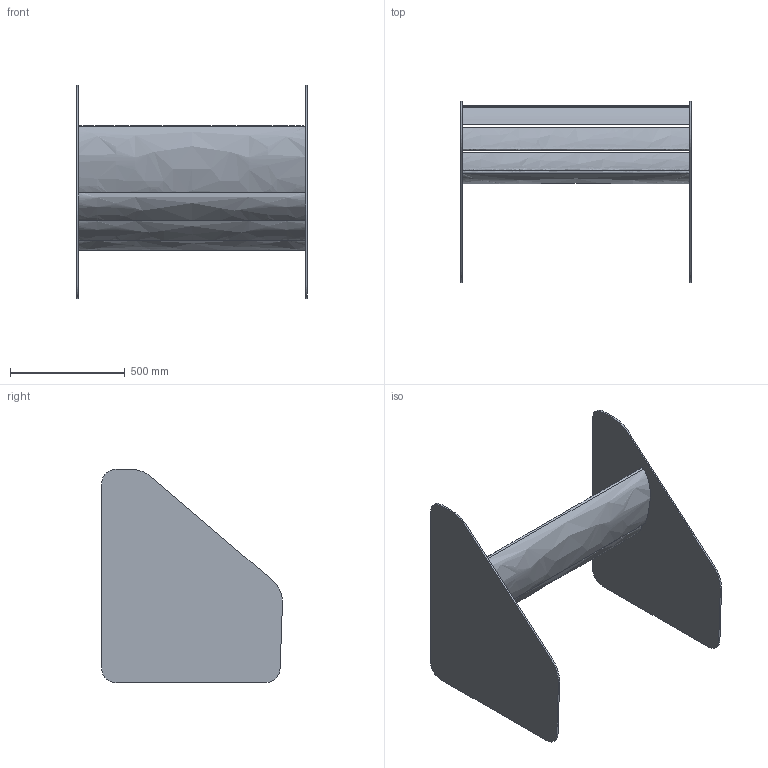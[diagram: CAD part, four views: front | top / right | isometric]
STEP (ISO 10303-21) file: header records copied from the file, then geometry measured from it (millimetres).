
FILE_DESCRIPTION (( 'STEP AP214' ), '1' );
FILE_NAME ('Rear Wing v4.STEP', '2023-11-09T17:37:38', ( '' ), ( '' ), 'SwSTEP 2.0', 'SolidWorks 2023', '' );
FILE_SCHEMA (( 'AUTOMOTIVE_DESIGN' ));
Length unit declared in the file: inch
Products named in the file (1): Rear Wing v4
Bounding box: 1003.3 x 786.6 x 927.05 mm (x, y, z)
Volume: 20837255.3 mm3; surface area: 3741587.9 mm2
Topology: 1 solids, 1 shells, 36 faces, 96 edges, 64 vertices
Faces by surface type: plane 17, cylinder 11, bspline 8
Entity records: 2317 total; most frequent: CARTESIAN_POINT 1409, ORIENTED_EDGE 192, DIRECTION 160, EDGE_CURVE 96, VERTEX_POINT 64, VECTOR 58, LINE 58, AXIS2_PLACEMENT_3D 51
